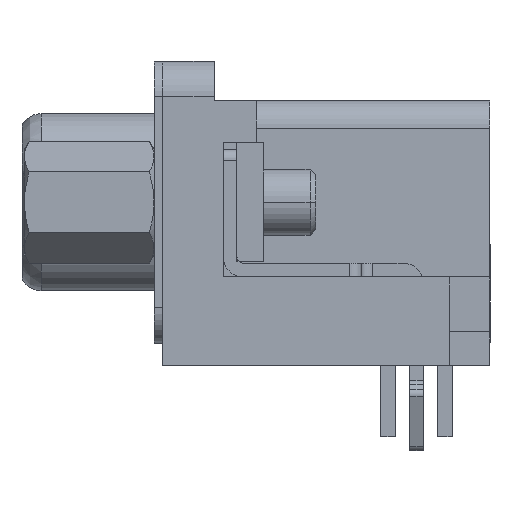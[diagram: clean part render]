
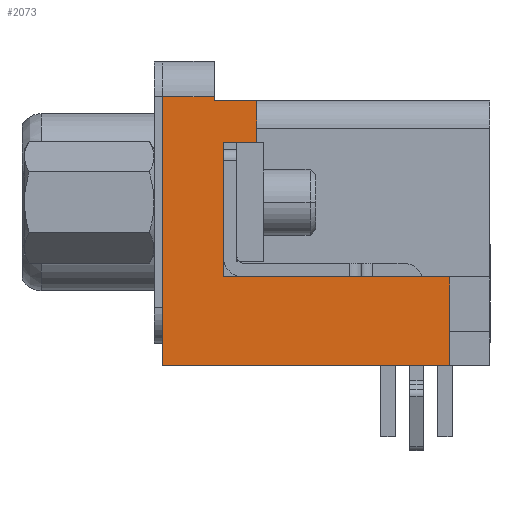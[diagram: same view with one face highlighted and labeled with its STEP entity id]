
A CAD part, left-side view. The second image highlights one B-rep face of the part: STEP entity #2073.
In plain terms, the highlighted planar face has unit normal (-1, 0, 0).
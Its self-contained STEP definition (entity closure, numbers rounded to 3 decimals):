
#1686=CARTESIAN_POINT('',(-34.75,8.62,9.95));
#1687=VERTEX_POINT('',#1686);
#1696=CARTESIAN_POINT('',(-34.75,8.62,3.95));
#1697=VERTEX_POINT('',#1696);
#1698=CARTESIAN_POINT('',(-34.75,8.62,3.95));
#1699=DIRECTION('',(0.0,0.0,1.0));
#1700=VECTOR('',#1699,6.);
#1701=LINE('',#1698,#1700);
#1702=EDGE_CURVE('',#1697,#1687,#1701,.T.);
#1766=CARTESIAN_POINT('',(-34.75,9.02,11.82));
#1767=VERTEX_POINT('',#1766);
#1801=CARTESIAN_POINT('',(-34.75,9.02,11.995));
#1802=VERTEX_POINT('',#1801);
#1810=CARTESIAN_POINT('',(-34.75,9.02,11.82));
#1811=DIRECTION('',(0.0,0.0,1.0));
#1812=VECTOR('',#1811,0.175);
#1813=LINE('',#1810,#1812);
#1814=EDGE_CURVE('',#1767,#1802,#1813,.T.);
#1972=CARTESIAN_POINT('',(-34.75,-1.48,0.));
#1973=VERTEX_POINT('',#1972);
#1980=CARTESIAN_POINT('',(-34.75,11.33,0.));
#1981=VERTEX_POINT('',#1980);
#1982=CARTESIAN_POINT('',(-34.75,11.33,0.));
#1983=DIRECTION('',(0.0,-1.0,0.0));
#1984=VECTOR('',#1983,12.81);
#1985=LINE('',#1982,#1984);
#1986=EDGE_CURVE('',#1981,#1973,#1985,.T.);
#2013=CARTESIAN_POINT('',(-34.75,11.33,0.));
#2014=DIRECTION('',(-1.0,0.0,0.0));
#2015=DIRECTION('',(0.0,0.0,1.0));
#2016=AXIS2_PLACEMENT_3D('',#2013,#2014,#2015);
#2017=PLANE('',#2016);
#2018=ORIENTED_EDGE('',*,*,#1814,.T.);
#2019=CARTESIAN_POINT('',(-34.75,11.33,11.995));
#2020=VERTEX_POINT('',#2019);
#2021=CARTESIAN_POINT('',(-34.75,11.33,11.995));
#2022=DIRECTION('',(0.0,-1.0,0.0));
#2023=VECTOR('',#2022,2.31);
#2024=LINE('',#2021,#2023);
#2025=EDGE_CURVE('',#2020,#1802,#2024,.T.);
#2026=ORIENTED_EDGE('',*,*,#2025,.F.);
#2027=CARTESIAN_POINT('',(-34.75,11.33,11.995));
#2028=DIRECTION('',(0.0,0.0,-1.0));
#2029=VECTOR('',#2028,11.995);
#2030=LINE('',#2027,#2029);
#2031=EDGE_CURVE('',#2020,#1981,#2030,.T.);
#2032=ORIENTED_EDGE('',*,*,#2031,.T.);
#2033=ORIENTED_EDGE('',*,*,#1986,.T.);
#2034=CARTESIAN_POINT('',(-34.75,-1.48,3.95));
#2035=VERTEX_POINT('',#2034);
#2036=CARTESIAN_POINT('',(-34.75,-1.48,3.95));
#2037=DIRECTION('',(0.0,0.0,-1.0));
#2038=VECTOR('',#2037,3.95);
#2039=LINE('',#2036,#2038);
#2040=EDGE_CURVE('',#2035,#1973,#2039,.T.);
#2041=ORIENTED_EDGE('',*,*,#2040,.F.);
#2042=CARTESIAN_POINT('',(-34.75,-1.48,3.95));
#2043=DIRECTION('',(0.0,1.0,0.0));
#2044=VECTOR('',#2043,10.1);
#2045=LINE('',#2042,#2044);
#2046=EDGE_CURVE('',#2035,#1697,#2045,.T.);
#2047=ORIENTED_EDGE('',*,*,#2046,.T.);
#2048=ORIENTED_EDGE('',*,*,#1702,.T.);
#2049=CARTESIAN_POINT('',(-34.75,7.12,9.95));
#2050=VERTEX_POINT('',#2049);
#2051=CARTESIAN_POINT('',(-34.75,7.12,9.95));
#2052=DIRECTION('',(0.0,1.0,0.0));
#2053=VECTOR('',#2052,1.5);
#2054=LINE('',#2051,#2053);
#2055=EDGE_CURVE('',#2050,#1687,#2054,.T.);
#2056=ORIENTED_EDGE('',*,*,#2055,.F.);
#2057=CARTESIAN_POINT('',(-34.75,7.12,11.82));
#2058=VERTEX_POINT('',#2057);
#2059=CARTESIAN_POINT('',(-34.75,7.12,9.95));
#2060=DIRECTION('',(0.0,0.0,1.0));
#2061=VECTOR('',#2060,1.87);
#2062=LINE('',#2059,#2061);
#2063=EDGE_CURVE('',#2050,#2058,#2062,.T.);
#2064=ORIENTED_EDGE('',*,*,#2063,.T.);
#2065=CARTESIAN_POINT('',(-34.75,7.12,11.82));
#2066=DIRECTION('',(0.0,1.0,0.0));
#2067=VECTOR('',#2066,1.9);
#2068=LINE('',#2065,#2067);
#2069=EDGE_CURVE('',#2058,#1767,#2068,.T.);
#2070=ORIENTED_EDGE('',*,*,#2069,.T.);
#2071=EDGE_LOOP('',(#2018,#2026,#2032,#2033,#2041,#2047,#2048,#2056,#2064,#2070));
#2072=FACE_OUTER_BOUND('',#2071,.T.);
#2073=ADVANCED_FACE('',(#2072),#2017,.T.);
